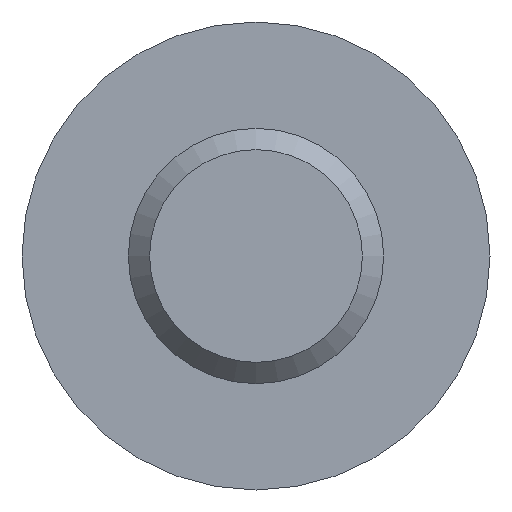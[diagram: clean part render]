
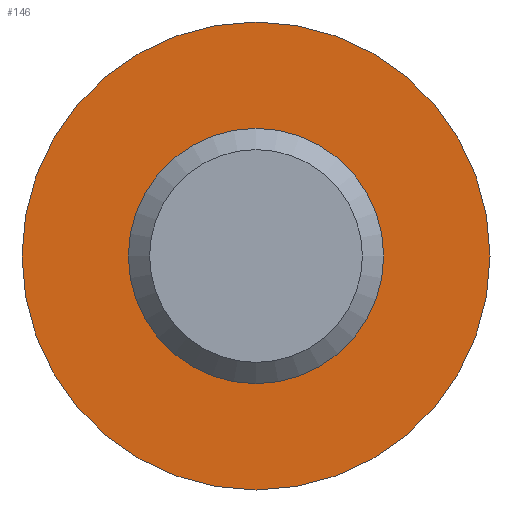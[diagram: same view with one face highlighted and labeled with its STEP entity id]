
A CAD part, front view. The second image highlights one B-rep face of the part: STEP entity #146.
In plain terms, the highlighted planar face has unit normal (0, -1, 0).
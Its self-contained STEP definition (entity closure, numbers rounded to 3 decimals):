
#110 = DIRECTION ( 'NONE',  ( 0., -1., 0. ) ) ;
#125 = DIRECTION ( 'NONE',  ( 0., 0., -1. ) ) ;
#131 = CARTESIAN_POINT ( 'NONE',  ( 0., 14., -1.5 ) ) ;
#146 = ADVANCED_FACE ( 'NONE', ( #437, #190 ), #354, .F. ) ;
#149 = DIRECTION ( 'NONE',  ( 0., 0., 1. ) ) ;
#177 = AXIS2_PLACEMENT_3D ( 'NONE', #371, #196, #125 ) ;
#185 = ORIENTED_EDGE ( 'NONE', *, *, #349, .F. ) ;
#190 = FACE_OUTER_BOUND ( 'NONE', #369, .T. ) ;
#196 = DIRECTION ( 'NONE',  ( 0., -1., 0. ) ) ;
#222 = DIRECTION ( 'NONE',  ( 0., 1., 0. ) ) ;
#267 = EDGE_CURVE ( 'NONE', #451, #451, #480, .T. ) ;
#305 = AXIS2_PLACEMENT_3D ( 'NONE', #356, #222, #149 ) ;
#308 = EDGE_LOOP ( 'NONE', ( #185 ) ) ;
#349 = EDGE_CURVE ( 'NONE', #495, #495, #524, .T. ) ;
#354 = PLANE ( 'NONE',  #305 ) ;
#356 = CARTESIAN_POINT ( 'NONE',  ( -1.5, 14., 0. ) ) ;
#369 = EDGE_LOOP ( 'NONE', ( #439 ) ) ;
#371 = CARTESIAN_POINT ( 'NONE',  ( 0., 14., 0. ) ) ;
#388 = AXIS2_PLACEMENT_3D ( 'NONE', #511, #110, #433 ) ;
#416 = CARTESIAN_POINT ( 'NONE',  ( 0., 14., -2.75 ) ) ;
#433 = DIRECTION ( 'NONE',  ( 0., 0., -1. ) ) ;
#437 = FACE_BOUND ( 'NONE', #308, .T. ) ;
#439 = ORIENTED_EDGE ( 'NONE', *, *, #267, .T. ) ;
#451 = VERTEX_POINT ( 'NONE', #416 ) ;
#480 = CIRCLE ( 'NONE', #388, 2.75 ) ;
#495 = VERTEX_POINT ( 'NONE', #131 ) ;
#511 = CARTESIAN_POINT ( 'NONE',  ( 0., 14., 0. ) ) ;
#524 = CIRCLE ( 'NONE', #177, 1.5 ) ;
